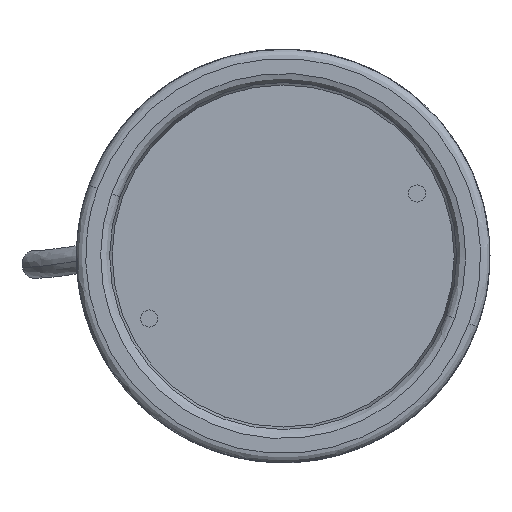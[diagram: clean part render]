
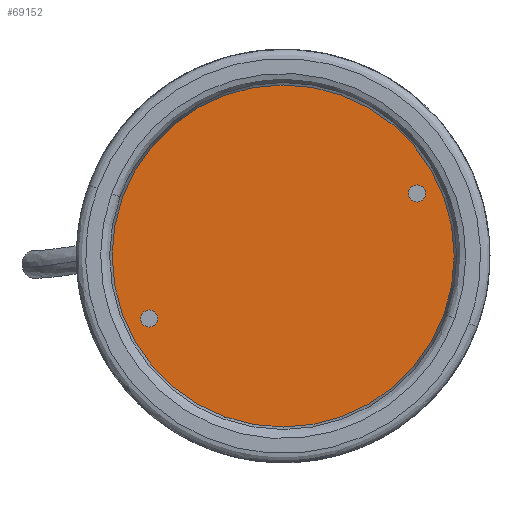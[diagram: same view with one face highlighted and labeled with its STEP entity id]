
A CAD part, front view. The second image highlights one B-rep face of the part: STEP entity #69152.
In plain terms, the highlighted planar face has unit normal (0, -1, 0).
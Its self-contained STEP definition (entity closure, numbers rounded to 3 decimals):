
#2087 = EDGE_LOOP ( 'NONE', ( #36790, #13558 ) ) ;
#3275 = EDGE_LOOP ( 'NONE', ( #41325, #54904 ) ) ;
#3883 = DIRECTION ( 'NONE',  ( 1., 0., 0. ) ) ;
#7637 = DIRECTION ( 'NONE',  ( 0., -1., 0. ) ) ;
#8379 = CARTESIAN_POINT ( 'NONE',  ( 30.838, 5.2, 33.588 ) ) ;
#8442 = VERTEX_POINT ( 'NONE', #15882 ) ;
#8610 = AXIS2_PLACEMENT_3D ( 'NONE', #17633, #46119, #41340 ) ;
#9155 = EDGE_LOOP ( 'NONE', ( #64412, #26622 ) ) ;
#9383 = CARTESIAN_POINT ( 'NONE',  ( -110., 5.2, -110. ) ) ;
#10430 = CIRCLE ( 'NONE', #19248, 55. ) ;
#13435 = VERTEX_POINT ( 'NONE', #39462 ) ;
#13558 = ORIENTED_EDGE ( 'NONE', *, *, #43766, .F. ) ;
#13580 = CARTESIAN_POINT ( 'NONE',  ( 33.588, 5.2, 33.588 ) ) ;
#15617 = AXIS2_PLACEMENT_3D ( 'NONE', #54363, #36181, #71806 ) ;
#15882 = CARTESIAN_POINT ( 'NONE',  ( 0., 5.2, 55. ) ) ;
#17633 = CARTESIAN_POINT ( 'NONE',  ( -33.588, 5.2, -33.588 ) ) ;
#18023 = CIRCLE ( 'NONE', #54585, 2.75 ) ;
#19248 = AXIS2_PLACEMENT_3D ( 'NONE', #62213, #7637, #37294 ) ;
#19684 = DIRECTION ( 'NONE',  ( 0., 1., 0. ) ) ;
#20477 = PLANE ( 'NONE',  #47920 ) ;
#22051 = EDGE_CURVE ( 'NONE', #8442, #34248, #10430, .T. ) ;
#23553 = VERTEX_POINT ( 'NONE', #28602 ) ;
#26622 = ORIENTED_EDGE ( 'NONE', *, *, #22051, .T. ) ;
#26829 = EDGE_CURVE ( 'NONE', #58329, #23553, #51574, .T. ) ;
#27194 = FACE_OUTER_BOUND ( 'NONE', #9155, .T. ) ;
#28602 = CARTESIAN_POINT ( 'NONE',  ( -36.338, 5.2, -33.588 ) ) ;
#29556 = AXIS2_PLACEMENT_3D ( 'NONE', #65029, #29797, #59478 ) ;
#29797 = DIRECTION ( 'NONE',  ( 0., -1., 0. ) ) ;
#31940 = DIRECTION ( 'NONE',  ( 0., 0., 1. ) ) ;
#34248 = VERTEX_POINT ( 'NONE', #41472 ) ;
#36181 = DIRECTION ( 'NONE',  ( 0., -1., 0. ) ) ;
#36790 = ORIENTED_EDGE ( 'NONE', *, *, #26829, .F. ) ;
#37053 = CIRCLE ( 'NONE', #15617, 55. ) ;
#37294 = DIRECTION ( 'NONE',  ( 0., 0., -1. ) ) ;
#39155 = CARTESIAN_POINT ( 'NONE',  ( -30.838, 5.2, -33.588 ) ) ;
#39310 = EDGE_CURVE ( 'NONE', #68337, #13435, #18023, .T. ) ;
#39462 = CARTESIAN_POINT ( 'NONE',  ( 36.338, 5.2, 33.588 ) ) ;
#40061 = DIRECTION ( 'NONE',  ( 1., 0., 0. ) ) ;
#41325 = ORIENTED_EDGE ( 'NONE', *, *, #51635, .F. ) ;
#41340 = DIRECTION ( 'NONE',  ( 1., 0., 0. ) ) ;
#41472 = CARTESIAN_POINT ( 'NONE',  ( 0., 5.2, -55. ) ) ;
#43766 = EDGE_CURVE ( 'NONE', #23553, #58329, #70088, .T. ) ;
#45364 = FACE_BOUND ( 'NONE', #2087, .T. ) ;
#46119 = DIRECTION ( 'NONE',  ( 0., -1., 0. ) ) ;
#47920 = AXIS2_PLACEMENT_3D ( 'NONE', #9383, #19684, #31940 ) ;
#51574 = CIRCLE ( 'NONE', #8610, 2.75 ) ;
#51635 = EDGE_CURVE ( 'NONE', #13435, #68337, #71226, .T. ) ;
#51751 = DIRECTION ( 'NONE',  ( 0., -1., 0. ) ) ;
#53229 = EDGE_CURVE ( 'NONE', #34248, #8442, #37053, .T. ) ;
#54363 = CARTESIAN_POINT ( 'NONE',  ( 0., 5.2, 0. ) ) ;
#54585 = AXIS2_PLACEMENT_3D ( 'NONE', #13580, #73339, #40061 ) ;
#54904 = ORIENTED_EDGE ( 'NONE', *, *, #39310, .F. ) ;
#54909 = AXIS2_PLACEMENT_3D ( 'NONE', #70339, #51751, #3883 ) ;
#58329 = VERTEX_POINT ( 'NONE', #39155 ) ;
#59478 = DIRECTION ( 'NONE',  ( 1., 0., 0. ) ) ;
#62213 = CARTESIAN_POINT ( 'NONE',  ( 0., 5.2, 0. ) ) ;
#63190 = FACE_BOUND ( 'NONE', #3275, .T. ) ;
#64412 = ORIENTED_EDGE ( 'NONE', *, *, #53229, .T. ) ;
#65029 = CARTESIAN_POINT ( 'NONE',  ( 33.588, 5.2, 33.588 ) ) ;
#68337 = VERTEX_POINT ( 'NONE', #8379 ) ;
#69152 = ADVANCED_FACE ( 'NONE', ( #63190, #45364, #27194 ), #20477, .F. ) ;
#70088 = CIRCLE ( 'NONE', #54909, 2.75 ) ;
#70339 = CARTESIAN_POINT ( 'NONE',  ( -33.588, 5.2, -33.588 ) ) ;
#71226 = CIRCLE ( 'NONE', #29556, 2.75 ) ;
#71806 = DIRECTION ( 'NONE',  ( 0., 0., -1. ) ) ;
#73339 = DIRECTION ( 'NONE',  ( 0., -1., 0. ) ) ;
